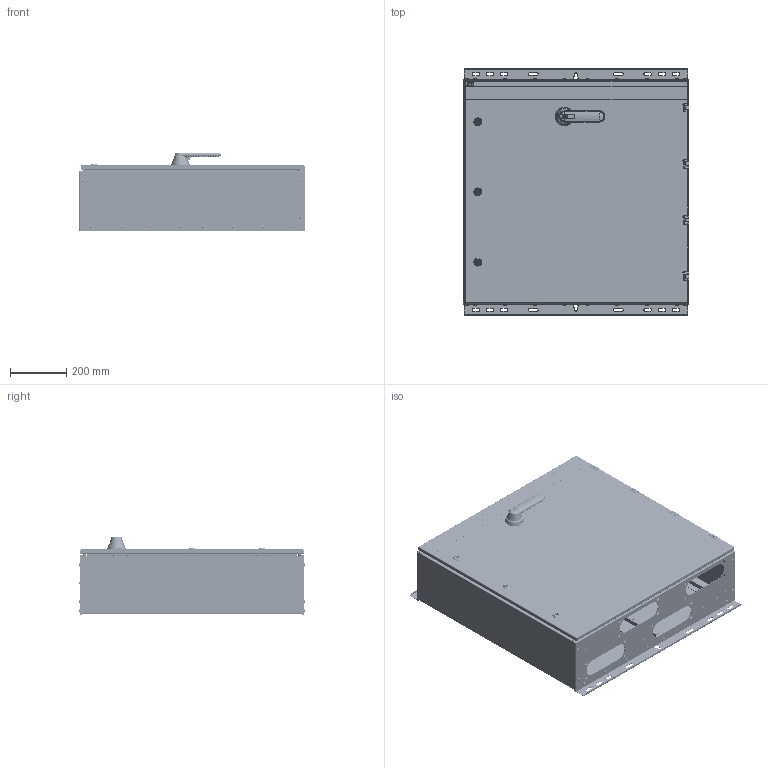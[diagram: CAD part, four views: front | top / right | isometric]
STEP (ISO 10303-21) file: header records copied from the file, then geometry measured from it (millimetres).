
FILE_DESCRIPTION((''),'2;1');
FILE_NAME('OT250KAUC6AZ_S101JPG_ASM','2018-02-27T',('FIMABER1'),(''),'CREO PARAMETRIC BY PTC INC, 2017170','CREO PARAMETRIC BY PTC INC, 2017170','');
FILE_SCHEMA(('CONFIG_CONTROL_DESIGN'));
Products named in the file (25): MSCZL882CC_OMA; MSCZK88CC_OMA; YKLW3776_OMA; MSCZY51_OMA; FPTNM5X8X-KOM_TX; OEZXL_5_BA_1; OEZXL_5_AA_1; OEZXL_5C_1; OEZXL5_OMA_ASM; FPTTM5X12X_TORX_1; OTKM882_OMA_ASM; OEZXL7_OMA; MSCZNE820CC_OMA; FPTNM5X12_TX_IDEAS_A; MSCZN828CC_OMA; CXBY68341-IDEAS_; CXBY_68340_8; CXBY_68339P3_9_; 001533_1_; CXBY_68344P5_13; CXBY_68345P4_9_; SONICLOCKM4X7_5_1; OH_145J_P306_3_OMA_ASM; OH_145J_-IDEAS_OMA_ASM; OT250KAUC6AZ_S101JPG_ASM
Assembly tree (69 placements, depth 4):
  OT250KAUC6AZ_S101JPG_ASM
    OTKM882_OMA_ASM
      MSCZL882CC_OMA
      MSCZK88CC_OMA
      YKLW3776_OMA
      MSCZY51_OMA  x3
      FPTNM5X8X-KOM_TX  x6
      OEZXL5_OMA_ASM  x4
        OEZXL_5_BA_1
        OEZXL_5_AA_1
        OEZXL_5C_1
      FPTTM5X12X_TORX_1  x4
    OEZXL7_OMA  x3
    MSCZNE820CC_OMA
    FPTNM5X12_TX_IDEAS_A  x30
    MSCZN828CC_OMA
    OH_145J_-IDEAS_OMA_ASM
      OH_145J_P306_3_OMA_ASM
        CXBY68341-IDEAS_
        CXBY_68340_8
        CXBY_68339P3_9_
        001533_1_
        CXBY_68344P5_13
        CXBY_68345P4_9_
        SONICLOCKM4X7_5_1  x2
Bounding box: 804.01 x 877 x 280.42 mm (x, y, z)
Volume: 4051414 mm3; surface area: 4908153.8 mm2
Topology: 71 solids, 74 shells, 4991 faces, 12810 edges, 8144 vertices
Faces by surface type: plane 2604, cylinder 1576, bspline 295, torus 262, cone 198, sphere 41, extrusion 15
Entity records: 182529 total; most frequent: CARTESIAN_POINT 60298, ORIENTED_EDGE 19300, DIRECTION 18887, EDGE_CURVE 9650, PRESENTATION_STYLE_ASSIGNMENT 7232, AXIS2_PLACEMENT_3D 6794, STYLED_ITEM 6724, VERTEX_POINT 6180
